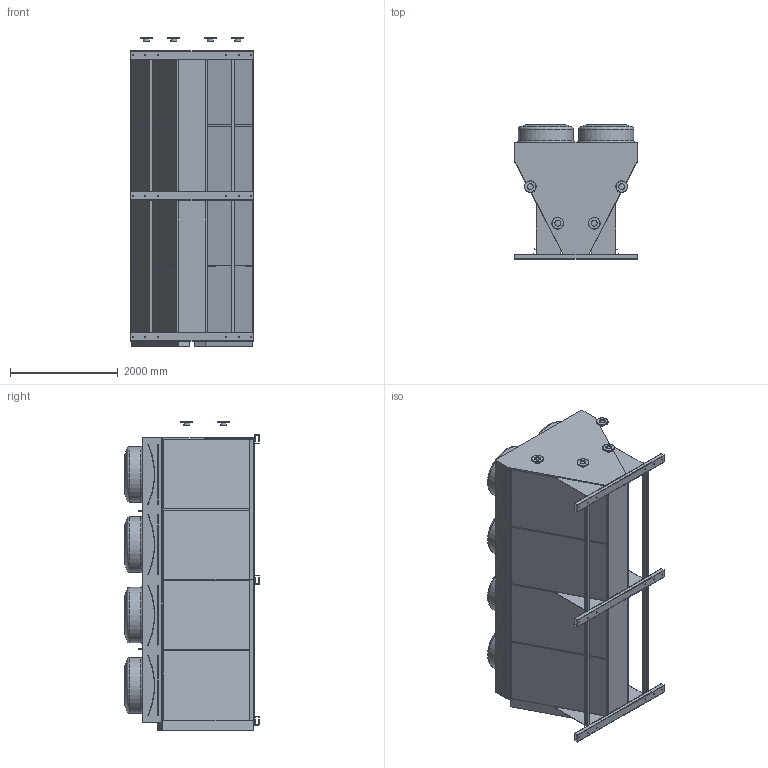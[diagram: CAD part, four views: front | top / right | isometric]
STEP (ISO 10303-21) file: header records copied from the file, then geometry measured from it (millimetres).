
FILE_DESCRIPTION (( 'STEP AP203' ), '1' );
FILE_NAME ('VDD_4MOD_2IN2OUT_SS.STEP', '2018-10-08T14:02:54', ( 'Alfa Laval' ), ( 'Alfa Laval' ), 'SwSTEP 2.0', 'SolidWorks 2016', '' );
FILE_SCHEMA (( 'CONFIG_CONTROL_DESIGN' ));
Length unit declared in the file: millimetre
Products named in the file (3): V-TYPE2_LIGHT_BODY_4MOD-SS; V-TYPE2_LIGHT_VDD_FLANGE_CONN_SS_2IN_2OUT; VDD_4MOD_2IN2OUT_SS
Assembly tree (2 placements, depth 2):
  VDD_4MOD_2IN2OUT_SS
    V-TYPE2_LIGHT_BODY_4MOD-SS
    V-TYPE2_LIGHT_VDD_FLANGE_CONN_SS_2IN_2OUT
Bounding box: 2280.43 x 2494.62 x 5742.5 mm (x, y, z)
Volume: 18987860223.9 mm3; surface area: 68638929.9 mm2
Topology: 11 solids, 11 shells, 946 faces, 2255 edges, 1423 vertices
Faces by surface type: cylinder 412, plane 334, torus 128, sphere 64, cone 8
Full cylindrical faces by diameter (mm): 1 x32, 20 x36, 40 x4, 100 x8, 108 x8, 220 x4, 1032 x8
Entity records: 26835 total; most frequent: DIRECTION 5094, CARTESIAN_POINT 4371, ORIENTED_EDGE 4064, AXIS2_PLACEMENT_3D 2111, EDGE_CURVE 2032, VERTEX_POINT 1388, EDGE_LOOP 1332, CIRCLE 1160
